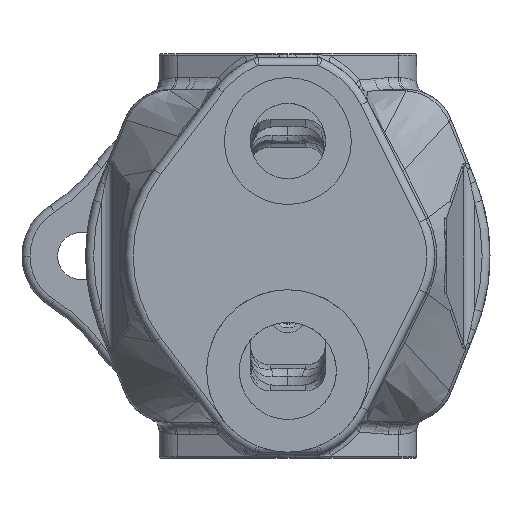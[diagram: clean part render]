
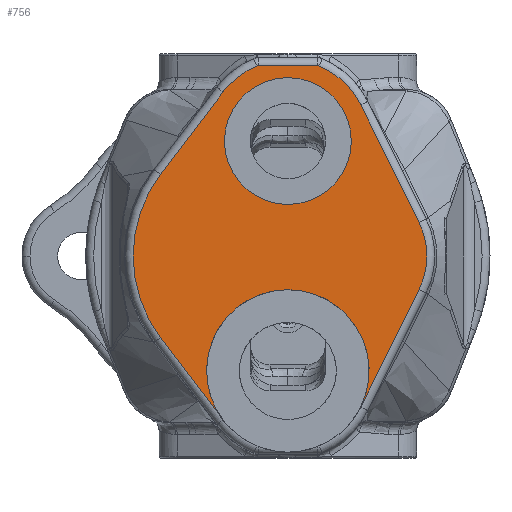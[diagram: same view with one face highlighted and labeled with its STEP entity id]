
A CAD part, left-side view. The second image highlights one B-rep face of the part: STEP entity #756.
In plain terms, the highlighted planar face has unit normal (-1, 0, 0).
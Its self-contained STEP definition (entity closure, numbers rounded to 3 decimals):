
#692 = ORIENTED_EDGE ( 'NONE', *, *, #693, .T. ) ;
#693 = EDGE_CURVE ( 'NONE', #61148, #694, #31984, .T. ) ;
#694 = VERTEX_POINT ( 'NONE', #31997 ) ;
#695 = ORIENTED_EDGE ( 'NONE', *, *, #696, .T. ) ;
#696 = EDGE_CURVE ( 'NONE', #694, #697, #32030, .T. ) ;
#697 = VERTEX_POINT ( 'NONE', #32024 ) ;
#731 = EDGE_LOOP ( 'NONE', ( #765, #826 ) ) ;
#732 = EDGE_CURVE ( 'NONE', #790, #792, #31941, .T. ) ;
#733 = ORIENTED_EDGE ( 'NONE', *, *, #734, .T. ) ;
#734 = EDGE_CURVE ( 'NONE', #792, #61477, #31918, .T. ) ;
#749 = EDGE_LOOP ( 'NONE', ( #750, #692, #695, #827, #769, #770, #803, #807, #829, #791, #733, #884, #1131 ) ) ;
#750 = ORIENTED_EDGE ( 'NONE', *, *, #61033, .F. ) ;
#756 = ADVANCED_FACE ( 'NONE', ( #31887, #31882 ), #31881, .T. ) ;
#765 = ORIENTED_EDGE ( 'NONE', *, *, #825, .F. ) ;
#768 = VERTEX_POINT ( 'NONE', #31870 ) ;
#769 = ORIENTED_EDGE ( 'NONE', *, *, #793, .T. ) ;
#770 = ORIENTED_EDGE ( 'NONE', *, *, #771, .F. ) ;
#771 = EDGE_CURVE ( 'NONE', #772, #794, #31868, .T. ) ;
#772 = VERTEX_POINT ( 'NONE', #31869 ) ;
#789 = EDGE_CURVE ( 'NONE', #809, #790, #32049, .T. ) ;
#790 = VERTEX_POINT ( 'NONE', #32043 ) ;
#791 = ORIENTED_EDGE ( 'NONE', *, *, #732, .T. ) ;
#792 = VERTEX_POINT ( 'NONE', #32042 ) ;
#793 = EDGE_CURVE ( 'NONE', #768, #794, #32041, .T. ) ;
#794 = VERTEX_POINT ( 'NONE', #32023 ) ;
#803 = ORIENTED_EDGE ( 'NONE', *, *, #805, .T. ) ;
#805 = EDGE_CURVE ( 'NONE', #772, #806, #32022, .T. ) ;
#806 = VERTEX_POINT ( 'NONE', #32018 ) ;
#807 = ORIENTED_EDGE ( 'NONE', *, *, #808, .F. ) ;
#808 = EDGE_CURVE ( 'NONE', #809, #806, #31611, .T. ) ;
#809 = VERTEX_POINT ( 'NONE', #32219 ) ;
#825 = EDGE_CURVE ( 'NONE', #61052, #60961, #32144, .T. ) ;
#826 = ORIENTED_EDGE ( 'NONE', *, *, #61050, .F. ) ;
#827 = ORIENTED_EDGE ( 'NONE', *, *, #828, .T. ) ;
#828 = EDGE_CURVE ( 'NONE', #697, #768, #32168, .T. ) ;
#829 = ORIENTED_EDGE ( 'NONE', *, *, #789, .T. ) ;
#884 = ORIENTED_EDGE ( 'NONE', *, *, #886, .T. ) ;
#886 = EDGE_CURVE ( 'NONE', #61477, #1129, #32083, .T. ) ;
#1016 = EDGE_CURVE ( 'NONE', #61035, #1129, #32383, .T. ) ;
#1129 = VERTEX_POINT ( 'NONE', #32654 ) ;
#1131 = ORIENTED_EDGE ( 'NONE', *, *, #1016, .F. ) ;
#31611 = CIRCLE ( 'NONE', #31702, 1. ) ;
#31702 = AXIS2_PLACEMENT_3D ( 'NONE', #31808, #32213, #32212 ) ;
#31808 = CARTESIAN_POINT ( 'NONE',  ( -97., 7.5, 47. ) ) ;
#31864 = DIRECTION ( 'NONE',  ( 0., 0., 1. ) ) ;
#31865 = DIRECTION ( 'NONE',  ( 1., 0., 0. ) ) ;
#31866 = CARTESIAN_POINT ( 'NONE',  ( -97., -7.5, 47. ) ) ;
#31867 = AXIS2_PLACEMENT_3D ( 'NONE', #31866, #31865, #31864 ) ;
#31868 = CIRCLE ( 'NONE', #31867, 1. ) ;
#31869 = CARTESIAN_POINT ( 'NONE',  ( -97., -7.5, 48. ) ) ;
#31870 = CARTESIAN_POINT ( 'NONE',  ( -97., -18.361, 38.117 ) ) ;
#31876 = DIRECTION ( 'NONE',  ( 0., 0., 1. ) ) ;
#31877 = DIRECTION ( 'NONE',  ( -1., 0., 0. ) ) ;
#31878 = AXIS2_PLACEMENT_3D ( 'NONE', #31880, #31877, #31876 ) ;
#31880 = CARTESIAN_POINT ( 'NONE',  ( -97., 5.05, 0. ) ) ;
#31881 = PLANE ( 'NONE',  #31878 ) ;
#31882 = FACE_OUTER_BOUND ( 'NONE', #749, .T. ) ;
#31887 = FACE_BOUND ( 'NONE', #731, .T. ) ;
#31913 = DIRECTION ( 'NONE',  ( 0., 0., 1. ) ) ;
#31915 = DIRECTION ( 'NONE',  ( -1., 0., 0. ) ) ;
#31916 = CARTESIAN_POINT ( 'NONE',  ( -97., 5.05, 0. ) ) ;
#31917 = AXIS2_PLACEMENT_3D ( 'NONE', #31916, #31915, #31913 ) ;
#31918 = CIRCLE ( 'NONE', #31917, 34. ) ;
#31938 = DIRECTION ( 'NONE',  ( 0., 0.604, -0.797 ) ) ;
#31939 = VECTOR ( 'NONE', #31938, 1000. ) ;
#31940 = CARTESIAN_POINT ( 'NONE',  ( -97., 32.141, 20.545 ) ) ;
#31941 = LINE ( 'NONE', #31940, #31939 ) ;
#31983 = CARTESIAN_POINT ( 'NONE',  ( -97., -33.092, -8.45 ) ) ;
#31984 = LINE ( 'NONE', #31983, #32000 ) ;
#31997 = CARTESIAN_POINT ( 'NONE',  ( -97., -33.092, -8.45 ) ) ;
#31999 = DIRECTION ( 'NONE',  ( 0., -0.445, 0.896 ) ) ;
#32000 = VECTOR ( 'NONE', #31999, 1000. ) ;
#32018 = CARTESIAN_POINT ( 'NONE',  ( -97., 7.5, 48. ) ) ;
#32019 = DIRECTION ( 'NONE',  ( 0., 1., 0. ) ) ;
#32020 = VECTOR ( 'NONE', #32019, 1000. ) ;
#32021 = CARTESIAN_POINT ( 'NONE',  ( -97., 8.078, 48. ) ) ;
#32022 = LINE ( 'NONE', #32021, #32020 ) ;
#32023 = CARTESIAN_POINT ( 'NONE',  ( -97., -7.885, 47.923 ) ) ;
#32024 = CARTESIAN_POINT ( 'NONE',  ( -97., -33.092, 8.45 ) ) ;
#32025 = DIRECTION ( 'NONE',  ( 0., 0., 1. ) ) ;
#32026 = DIRECTION ( 'NONE',  ( -1., 0., 0. ) ) ;
#32027 = CARTESIAN_POINT ( 'NONE',  ( -97., -16.075, 0. ) ) ;
#32028 = AXIS2_PLACEMENT_3D ( 'NONE', #32027, #32026, #32025 ) ;
#32030 = CIRCLE ( 'NONE', #32028, 19. ) ;
#32036 = DIRECTION ( 'NONE',  ( 0., 0., 1. ) ) ;
#32037 = DIRECTION ( 'NONE',  ( -1., 0., 0. ) ) ;
#32039 = CARTESIAN_POINT ( 'NONE',  ( -97., 0., 29. ) ) ;
#32040 = AXIS2_PLACEMENT_3D ( 'NONE', #32039, #32037, #32036 ) ;
#32041 = CIRCLE ( 'NONE', #32040, 20.5 ) ;
#32042 = CARTESIAN_POINT ( 'NONE',  ( -97., 32.141, 20.545 ) ) ;
#32043 = CARTESIAN_POINT ( 'NONE',  ( -97., 16.334, 41.387 ) ) ;
#32044 = DIRECTION ( 'NONE',  ( 0., 0., 1. ) ) ;
#32045 = DIRECTION ( 'NONE',  ( -1., 0., 0. ) ) ;
#32046 = CARTESIAN_POINT ( 'NONE',  ( -97., 0., 29. ) ) ;
#32047 = AXIS2_PLACEMENT_3D ( 'NONE', #32046, #32045, #32044 ) ;
#32049 = CIRCLE ( 'NONE', #32047, 20.5 ) ;
#32080 = DIRECTION ( 'NONE',  ( 0., -0.604, -0.797 ) ) ;
#32081 = VECTOR ( 'NONE', #32080, 1000. ) ;
#32082 = CARTESIAN_POINT ( 'NONE',  ( -97., 16.334, -41.387 ) ) ;
#32083 = LINE ( 'NONE', #32082, #32081 ) ;
#32135 = DIRECTION ( 'NONE',  ( 0., 0.445, 0.896 ) ) ;
#32136 = VECTOR ( 'NONE', #32135, 1000. ) ;
#32137 = CARTESIAN_POINT ( 'NONE',  ( -97., -18.361, 38.117 ) ) ;
#32144 = CIRCLE ( 'NONE', #32166, 16. ) ;
#32161 = DIRECTION ( 'NONE',  ( 0., 0., 1. ) ) ;
#32162 = DIRECTION ( 'NONE',  ( -1., 0., 0. ) ) ;
#32164 = CARTESIAN_POINT ( 'NONE',  ( -97., 0., 29. ) ) ;
#32166 = AXIS2_PLACEMENT_3D ( 'NONE', #32164, #32162, #32161 ) ;
#32168 = LINE ( 'NONE', #32137, #32136 ) ;
#32212 = DIRECTION ( 'NONE',  ( 0., 0., 1. ) ) ;
#32213 = DIRECTION ( 'NONE',  ( 1., 0., 0. ) ) ;
#32219 = CARTESIAN_POINT ( 'NONE',  ( -97., 7.885, 47.923 ) ) ;
#32379 = DIRECTION ( 'NONE',  ( 0., 0., 1. ) ) ;
#32380 = DIRECTION ( 'NONE',  ( -1., 0., 0. ) ) ;
#32381 = CARTESIAN_POINT ( 'NONE',  ( -97., 0., -29. ) ) ;
#32382 = AXIS2_PLACEMENT_3D ( 'NONE', #32381, #32380, #32379 ) ;
#32383 = CIRCLE ( 'NONE', #32382, 20.5 ) ;
#32654 = CARTESIAN_POINT ( 'NONE',  ( -97., 16.334, -41.387 ) ) ;
#33842 = CIRCLE ( 'NONE', #33882, 16. ) ;
#33853 = CARTESIAN_POINT ( 'NONE',  ( -97., 0., -8.5 ) ) ;
#33854 = DIRECTION ( 'NONE',  ( 0., 0., 1. ) ) ;
#33855 = DIRECTION ( 'NONE',  ( -1., 0., 0. ) ) ;
#33856 = CARTESIAN_POINT ( 'NONE',  ( -97., 0., -29. ) ) ;
#33857 = AXIS2_PLACEMENT_3D ( 'NONE', #33856, #33855, #33854 ) ;
#33858 = CIRCLE ( 'NONE', #33857, 20.5 ) ;
#33878 = CARTESIAN_POINT ( 'NONE',  ( -97., 0., 45. ) ) ;
#33879 = DIRECTION ( 'NONE',  ( 0., 0., 1. ) ) ;
#33880 = DIRECTION ( 'NONE',  ( -1., 0., 0. ) ) ;
#33881 = CARTESIAN_POINT ( 'NONE',  ( -97., 0., 29. ) ) ;
#33882 = AXIS2_PLACEMENT_3D ( 'NONE', #33881, #33880, #33879 ) ;
#33897 = CARTESIAN_POINT ( 'NONE',  ( -97., 0., 13. ) ) ;
#33965 = CARTESIAN_POINT ( 'NONE',  ( -97., -18.361, -38.117 ) ) ;
#34145 = CARTESIAN_POINT ( 'NONE',  ( -97., 32.141, -20.545 ) ) ;
#60961 = VERTEX_POINT ( 'NONE', #33897 ) ;
#61033 = EDGE_CURVE ( 'NONE', #61148, #61035, #33858, .T. ) ;
#61035 = VERTEX_POINT ( 'NONE', #33853 ) ;
#61050 = EDGE_CURVE ( 'NONE', #60961, #61052, #33842, .T. ) ;
#61052 = VERTEX_POINT ( 'NONE', #33878 ) ;
#61148 = VERTEX_POINT ( 'NONE', #33965 ) ;
#61477 = VERTEX_POINT ( 'NONE', #34145 ) ;
